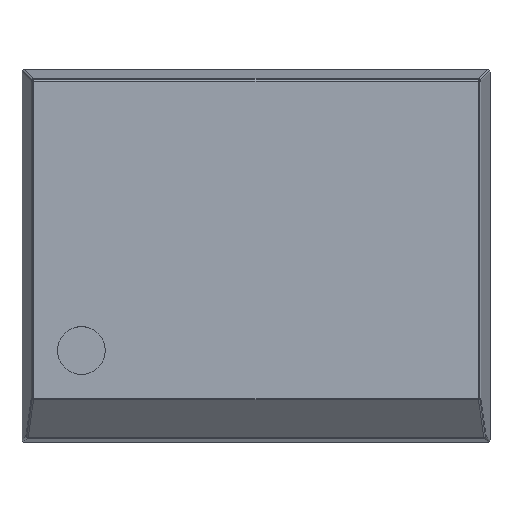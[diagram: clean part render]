
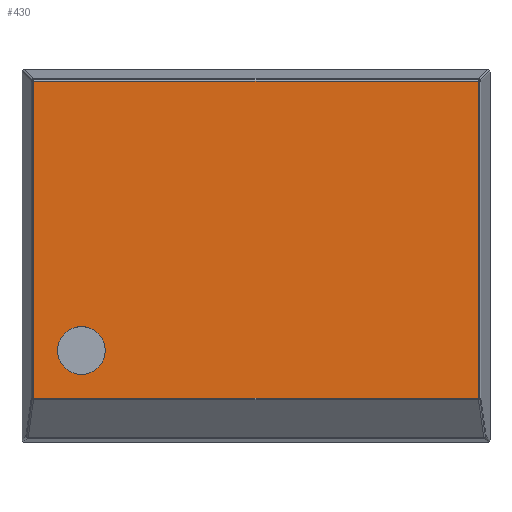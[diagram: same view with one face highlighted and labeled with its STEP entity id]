
A CAD part, top view. The second image highlights one B-rep face of the part: STEP entity #430.
In plain terms, the highlighted planar face has unit normal (0, 0, 1).
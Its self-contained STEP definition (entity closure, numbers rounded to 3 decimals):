
#26 = EDGE_CURVE ( 'NONE', #1780, #649, #1543, .T. ) ;
#39 = DIRECTION ( 'NONE',  ( -1., 0., 0. ) ) ;
#56 = DIRECTION ( 'NONE',  ( -1., 0., 0. ) ) ;
#107 = FACE_OUTER_BOUND ( 'NONE', #204, .T. ) ;
#204 = EDGE_LOOP ( 'NONE', ( #444, #1375, #1806, #572 ) ) ;
#210 = CARTESIAN_POINT ( 'NONE',  ( 2.329, -1.491, 1.65 ) ) ;
#298 = CARTESIAN_POINT ( 'NONE',  ( 0., 0., 1.65 ) ) ;
#311 = FACE_BOUND ( 'NONE', #435, .T. ) ;
#394 = ORIENTED_EDGE ( 'NONE', *, *, #26, .T. ) ;
#409 = DIRECTION ( 'NONE',  ( 0., 1., 0. ) ) ;
#422 = VECTOR ( 'NONE', #1577, 1000. ) ;
#430 = ADVANCED_FACE ( 'NONE', ( #311, #107 ), #2415, .T. ) ;
#435 = EDGE_LOOP ( 'NONE', ( #394, #842 ) ) ;
#436 = LINE ( 'NONE', #806, #422 ) ;
#444 = ORIENTED_EDGE ( 'NONE', *, *, #2333, .F. ) ;
#514 = CARTESIAN_POINT ( 'NONE',  ( -1.829, -0.991, 1.65 ) ) ;
#570 = CARTESIAN_POINT ( 'NONE',  ( 0.612, 1.829, 1.65 ) ) ;
#572 = ORIENTED_EDGE ( 'NONE', *, *, #1738, .F. ) ;
#583 = VERTEX_POINT ( 'NONE', #210 ) ;
#649 = VERTEX_POINT ( 'NONE', #1129 ) ;
#753 = VECTOR ( 'NONE', #409, 1000. ) ;
#769 = VERTEX_POINT ( 'NONE', #807 ) ;
#806 = CARTESIAN_POINT ( 'NONE',  ( 2.329, -0.487, 1.65 ) ) ;
#807 = CARTESIAN_POINT ( 'NONE',  ( 2.329, 1.829, 1.65 ) ) ;
#812 = VERTEX_POINT ( 'NONE', #1793 ) ;
#842 = ORIENTED_EDGE ( 'NONE', *, *, #1033, .T. ) ;
#865 = CIRCLE ( 'NONE', #2167, 0.25 ) ;
#1033 = EDGE_CURVE ( 'NONE', #649, #1780, #865, .T. ) ;
#1129 = CARTESIAN_POINT ( 'NONE',  ( -1.579, -0.991, 1.65 ) ) ;
#1130 = LINE ( 'NONE', #570, #1888 ) ;
#1131 = VERTEX_POINT ( 'NONE', #2341 ) ;
#1301 = DIRECTION ( 'NONE',  ( 1., 0., 0. ) ) ;
#1341 = DIRECTION ( 'NONE',  ( -1., 0., 0. ) ) ;
#1369 = LINE ( 'NONE', #1948, #753 ) ;
#1375 = ORIENTED_EDGE ( 'NONE', *, *, #2407, .F. ) ;
#1456 = DIRECTION ( 'NONE',  ( 1., 0., 0. ) ) ;
#1543 = CIRCLE ( 'NONE', #2195, 0.25 ) ;
#1544 = CARTESIAN_POINT ( 'NONE',  ( -1.829, -0.991, 1.65 ) ) ;
#1566 = LINE ( 'NONE', #1750, #1840 ) ;
#1577 = DIRECTION ( 'NONE',  ( 0., -1., 0. ) ) ;
#1679 = DIRECTION ( 'NONE',  ( 0., 0., -1. ) ) ;
#1738 = EDGE_CURVE ( 'NONE', #812, #769, #1130, .T. ) ;
#1750 = CARTESIAN_POINT ( 'NONE',  ( -0.306, -1.491, 1.65 ) ) ;
#1775 = DIRECTION ( 'NONE',  ( 0., 0., -1. ) ) ;
#1780 = VERTEX_POINT ( 'NONE', #2476 ) ;
#1793 = CARTESIAN_POINT ( 'NONE',  ( -2.329, 1.829, 1.65 ) ) ;
#1806 = ORIENTED_EDGE ( 'NONE', *, *, #2392, .F. ) ;
#1840 = VECTOR ( 'NONE', #56, 1000. ) ;
#1849 = DIRECTION ( 'NONE',  ( 0., 0., 1. ) ) ;
#1888 = VECTOR ( 'NONE', #1301, 1000. ) ;
#1948 = CARTESIAN_POINT ( 'NONE',  ( -2.329, 0.487, 1.65 ) ) ;
#2167 = AXIS2_PLACEMENT_3D ( 'NONE', #514, #1679, #1341 ) ;
#2195 = AXIS2_PLACEMENT_3D ( 'NONE', #1544, #1775, #39 ) ;
#2235 = AXIS2_PLACEMENT_3D ( 'NONE', #298, #1849, #1456 ) ;
#2333 = EDGE_CURVE ( 'NONE', #1131, #812, #1369, .T. ) ;
#2341 = CARTESIAN_POINT ( 'NONE',  ( -2.329, -1.491, 1.65 ) ) ;
#2392 = EDGE_CURVE ( 'NONE', #769, #583, #436, .T. ) ;
#2407 = EDGE_CURVE ( 'NONE', #583, #1131, #1566, .T. ) ;
#2415 = PLANE ( 'NONE',  #2235 ) ;
#2476 = CARTESIAN_POINT ( 'NONE',  ( -2.079, -0.991, 1.65 ) ) ;
